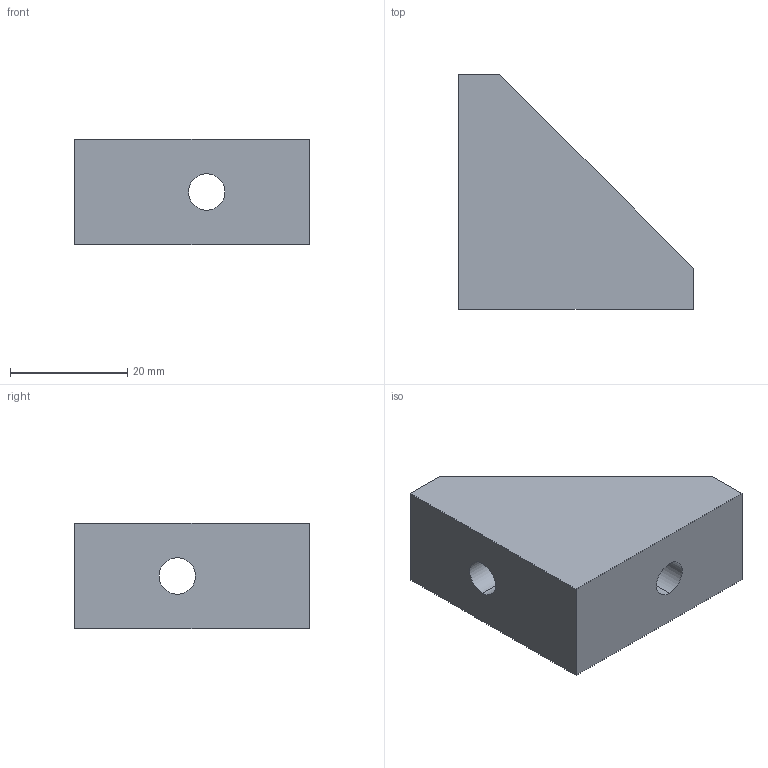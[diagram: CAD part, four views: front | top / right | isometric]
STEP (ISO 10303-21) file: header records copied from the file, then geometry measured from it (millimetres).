
FILE_DESCRIPTION (( 'STEP AP203' ), '1' );
FILE_NAME ('AL-310.2901A.01 Óãëîâîé ñîåäèíèòåëü 20x40, 20 ñåðèÿ, òèï 2.STEP', '2024-02-22T05:59:21', ( '' ), ( '' ), 'SwSTEP 2.0', 'SolidWorks 2021', '' );
FILE_SCHEMA (( 'CONFIG_CONTROL_DESIGN' ));
Length unit declared in the file: millimetre
Products named in the file (1): AL-310.2901A.01 Óãëîâîé ñîåäèíèòåëü 20x40, 20 ñåðèÿ, òèï 2
Bounding box: 40 x 40 x 18 mm (x, y, z)
Volume: 10953.3 mm3; surface area: 6154.6 mm2
Topology: 1 solids, 1 shells, 16 faces, 38 edges, 24 vertices
Faces by surface type: plane 12, cylinder 4
Entity records: 543 total; most frequent: DIRECTION 80, CARTESIAN_POINT 79, ORIENTED_EDGE 76, EDGE_CURVE 38, LINE 30, VECTOR 30, AXIS2_PLACEMENT_3D 25, VERTEX_POINT 24
